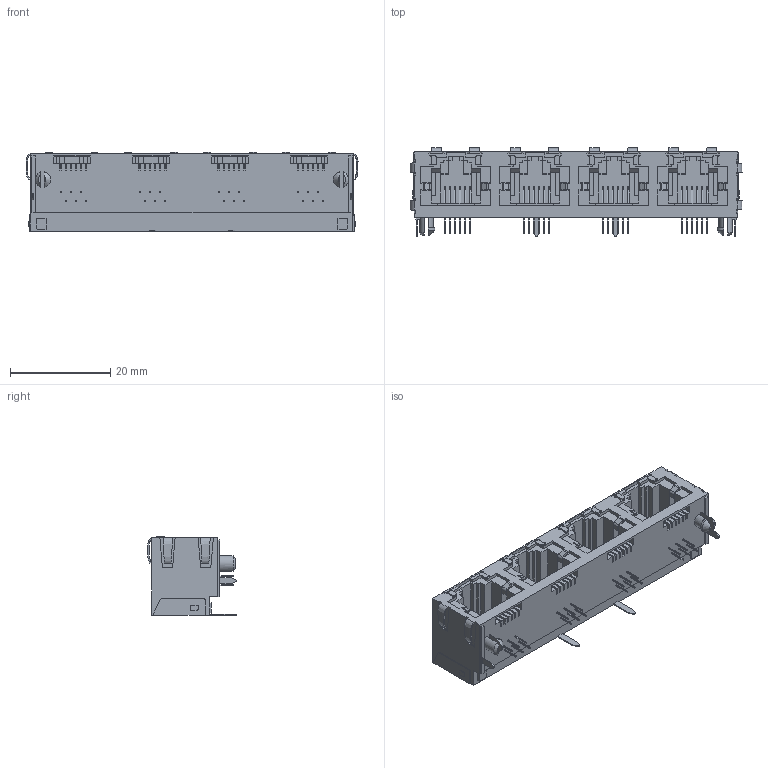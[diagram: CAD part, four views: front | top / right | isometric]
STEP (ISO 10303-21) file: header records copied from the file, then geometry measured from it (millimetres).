
FILE_DESCRIPTION((''),'2;1');
FILE_NAME('442480095','2015-08-21T',('me'),(''),'PRO/ENGINEER BY PARAMETRIC TECHNOLOGY CORPORATION, 2011490','PRO/ENGINEER BY PARAMETRIC TECHNOLOGY CORPORATION, 2011490','');
FILE_SCHEMA(('CONFIG_CONTROL_DESIGN'));
Length unit declared in the file: inch
Products named in the file (1): 442480095
Bounding box: 66.16 x 17.66 x 15.88 mm (x, y, z)
Volume: 8630.6 mm3; surface area: 7681.7 mm2
Topology: 1 solids, 1 shells, 1483 faces, 4338 edges, 2894 vertices
Faces by surface type: plane 1158, cylinder 287, bspline 34, cone 4
Entity records: 49858 total; most frequent: CARTESIAN_POINT 9895, ORIENTED_EDGE 8540, DIRECTION 7823, EDGE_CURVE 4270, VECTOR 3639, LINE 3639, VERTEX_POINT 2826, AXIS2_PLACEMENT_3D 2092
